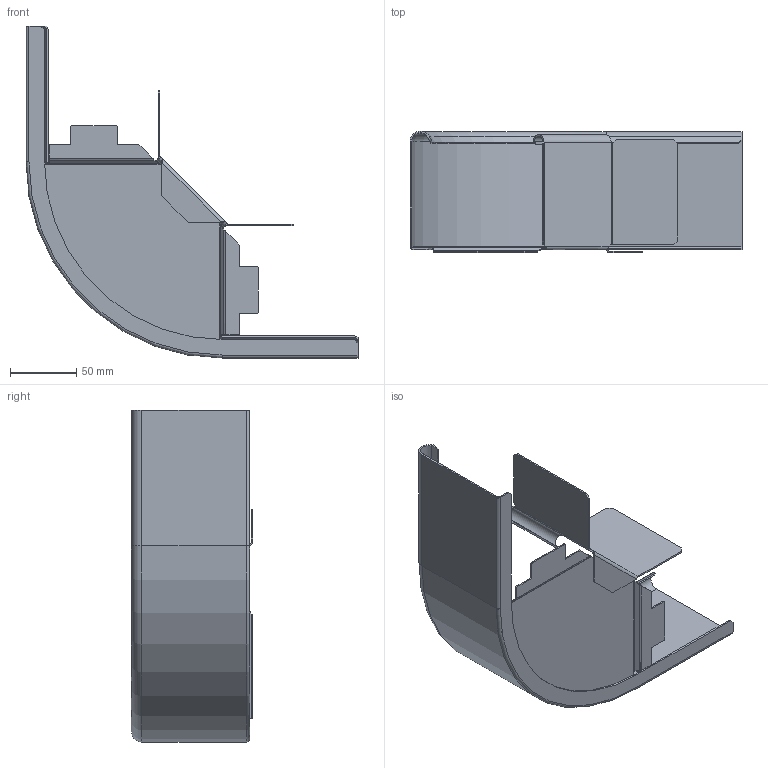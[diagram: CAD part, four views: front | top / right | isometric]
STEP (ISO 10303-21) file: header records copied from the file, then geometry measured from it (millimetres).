
FILE_DESCRIPTION((''),'2;1');
FILE_NAME('7001762_ORG_ASM','2013-11-22T',('AndreasKeweloh'),(''),'PRO/ENGINEER BY PARAMETRIC TECHNOLOGY CORPORATION, 2012360','PRO/ENGINEER BY PARAMETRIC TECHNOLOGY CORPORATION, 2012360','');
FILE_SCHEMA(('CONFIG_CONTROL_DESIGN'));
Length unit declared in the file: millimetre
Products named in the file (6): KTS_06_156-011_R_148_5; KTS_06_121-015; KTS_07_048-002_WINKELVERBINDER_; KTS_07_048-002_ASM; KTS_06_042-016_1-7001762_ASM; 7001762_ORG_ASM
Assembly tree (5 placements, depth 4):
  7001762_ORG_ASM
    KTS_06_042-016_1-7001762_ASM
      KTS_06_156-011_R_148_5
      KTS_06_121-015
      KTS_07_048-002_ASM
        KTS_07_048-002_WINKELVERBINDER_
Bounding box: 251.5 x 91.75 x 251.5 mm (x, y, z)
Volume: 102592.5 mm3; surface area: 174233.9 mm2
Topology: 3 solids, 3 shells, 148 faces, 346 edges, 204 vertices
Faces by surface type: plane 93, cylinder 38, bspline 10, torus 4, cone 3
Entity records: 4582 total; most frequent: CARTESIAN_POINT 1094, DIRECTION 702, ORIENTED_EDGE 692, EDGE_CURVE 346, VECTOR 260, LINE 260, AXIS2_PLACEMENT_3D 221, VERTEX_POINT 204
